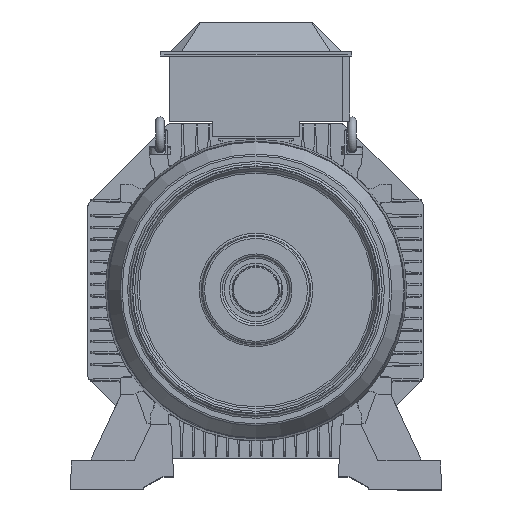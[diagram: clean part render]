
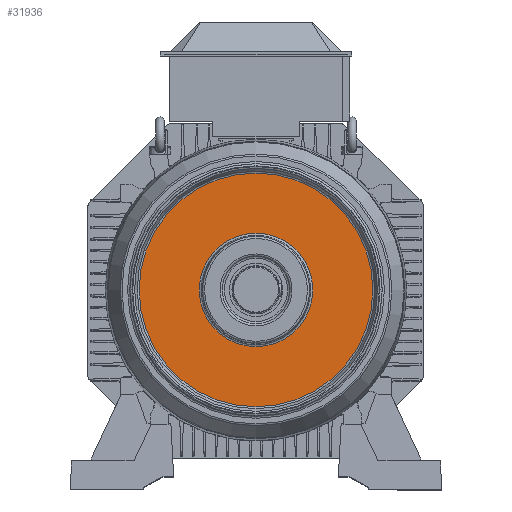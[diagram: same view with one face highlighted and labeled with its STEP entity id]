
A CAD part, top view. The second image highlights one B-rep face of the part: STEP entity #31936.
In plain terms, the highlighted planar face has unit normal (0, 0, 1).
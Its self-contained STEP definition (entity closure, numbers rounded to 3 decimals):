
#31905=CARTESIAN_POINT('',(0.,79.701,59.729));
#31906=VERTEX_POINT('',#31905);
#31907=CARTESIAN_POINT('',(0.,0.001,59.729));
#31908=DIRECTION('',(0.,0.,1.0));
#31909=DIRECTION('',(0.559,0.829,0.));
#31910=AXIS2_PLACEMENT_3D('',#31907,#31908,#31909);
#31911=CIRCLE('',#31910,79.7);
#31912=EDGE_CURVE('',#31906,#31906,#31911,.T.);
#31917=CARTESIAN_POINT('',(0.,-180.576,59.729));
#31918=DIRECTION('',(0.0,0.0,1.0));
#31919=DIRECTION('',(1.0,0.0,0.0));
#31920=AXIS2_PLACEMENT_3D('',#31917,#31918,#31919);
#31921=PLANE('',#31920);
#31922=CARTESIAN_POINT('',(0.,164.161,59.729));
#31923=VERTEX_POINT('',#31922);
#31924=CARTESIAN_POINT('',(0.,0.001,59.729));
#31925=DIRECTION('',(0.0,0.0,1.0));
#31926=DIRECTION('',(0.559,0.829,0.0));
#31927=AXIS2_PLACEMENT_3D('',#31924,#31925,#31926);
#31928=CIRCLE('',#31927,164.16);
#31929=EDGE_CURVE('',#31923,#31923,#31928,.T.);
#31930=ORIENTED_EDGE('',*,*,#31929,.T.);
#31931=EDGE_LOOP('',(#31930));
#31932=FACE_OUTER_BOUND('',#31931,.T.);
#31933=ORIENTED_EDGE('',*,*,#31912,.F.);
#31934=EDGE_LOOP('',(#31933));
#31935=FACE_BOUND('',#31934,.T.);
#31936=ADVANCED_FACE('',(#31932,#31935),#31921,.T.);
